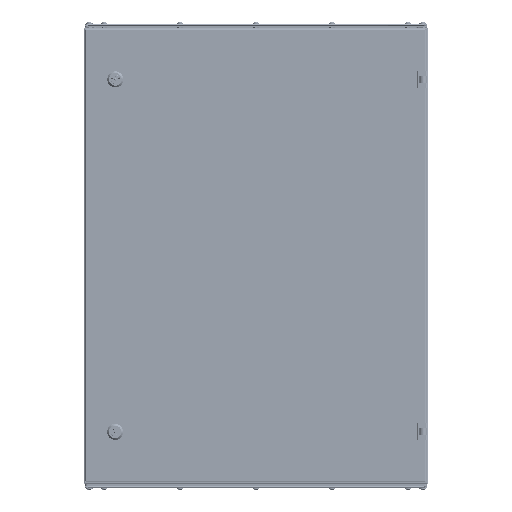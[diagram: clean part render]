
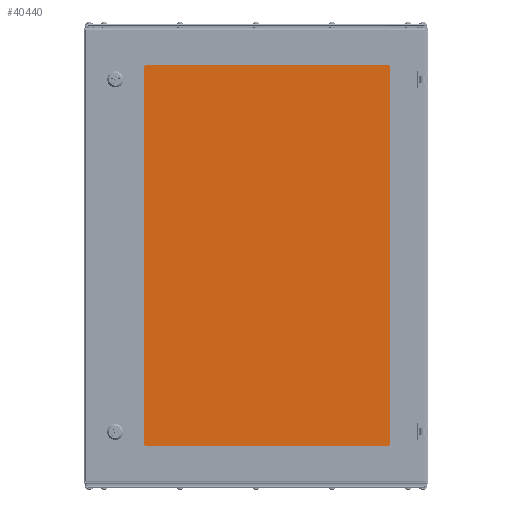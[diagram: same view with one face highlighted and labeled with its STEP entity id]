
A CAD part, top view. The second image highlights one B-rep face of the part: STEP entity #40440.
In plain terms, the highlighted planar face has unit normal (0, 0, 1).
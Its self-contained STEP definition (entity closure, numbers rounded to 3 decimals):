
#39 = CARTESIAN_POINT ( 'NONE',  ( 227.75, -335.5, 4. ) ) ;
#174 = CARTESIAN_POINT ( 'NONE',  ( -227.75, 345.5, 4. ) ) ;
#2001 = CARTESIAN_POINT ( 'NONE',  ( -217.75, 345.5, 4. ) ) ;
#2426 = PLANE ( 'NONE',  #57486 ) ;
#2569 = AXIS2_PLACEMENT_3D ( 'NONE', #33383, #26035, #20101 ) ;
#6040 = CARTESIAN_POINT ( 'NONE',  ( 217.75, -335.5, 4. ) ) ;
#7170 = CIRCLE ( 'NONE', #78687, 10. ) ;
#7841 = CARTESIAN_POINT ( 'NONE',  ( 217.75, -345.5, 4. ) ) ;
#8394 = DIRECTION ( 'NONE',  ( 0., 0., -1. ) ) ;
#8450 = CARTESIAN_POINT ( 'NONE',  ( 227.75, 335.5, 4. ) ) ;
#9531 = ORIENTED_EDGE ( 'NONE', *, *, #19471, .T. ) ;
#11079 = DIRECTION ( 'NONE',  ( 0., 0., 1. ) ) ;
#11468 = ORIENTED_EDGE ( 'NONE', *, *, #18645, .T. ) ;
#12909 = VECTOR ( 'NONE', #29974, 1000. ) ;
#13067 = CIRCLE ( 'NONE', #64187, 10. ) ;
#14414 = EDGE_LOOP ( 'NONE', ( #50092, #57568, #33674, #11468, #88078, #52337, #9531, #37221 ) ) ;
#16051 = AXIS2_PLACEMENT_3D ( 'NONE', #85935, #51224, #79121 ) ;
#18645 = EDGE_CURVE ( 'NONE', #34560, #19570, #42010, .T. ) ;
#19097 = VERTEX_POINT ( 'NONE', #39221 ) ;
#19471 = EDGE_CURVE ( 'NONE', #71892, #21376, #31336, .T. ) ;
#19570 = VERTEX_POINT ( 'NONE', #46627 ) ;
#20101 = DIRECTION ( 'NONE',  ( -1., 0., 0. ) ) ;
#20494 = CARTESIAN_POINT ( 'NONE',  ( -227.75, -345.5, 4. ) ) ;
#21376 = VERTEX_POINT ( 'NONE', #68444 ) ;
#21668 = CARTESIAN_POINT ( 'NONE',  ( 0., 0., 4. ) ) ;
#22166 = LINE ( 'NONE', #77064, #62356 ) ;
#25439 = EDGE_CURVE ( 'NONE', #65507, #34560, #22166, .T. ) ;
#26035 = DIRECTION ( 'NONE',  ( 0., 0., 1. ) ) ;
#29974 = DIRECTION ( 'NONE',  ( 0., -1., 0. ) ) ;
#30291 = DIRECTION ( 'NONE',  ( -1., 0., 0. ) ) ;
#31336 = LINE ( 'NONE', #73422, #12909 ) ;
#32109 = DIRECTION ( 'NONE',  ( -1., 0., 0. ) ) ;
#33383 = CARTESIAN_POINT ( 'NONE',  ( 217.75, 335.5, 4. ) ) ;
#33674 = ORIENTED_EDGE ( 'NONE', *, *, #25439, .T. ) ;
#34560 = VERTEX_POINT ( 'NONE', #8450 ) ;
#37221 = ORIENTED_EDGE ( 'NONE', *, *, #68165, .T. ) ;
#39221 = CARTESIAN_POINT ( 'NONE',  ( -217.75, -345.5, 4. ) ) ;
#40440 = ADVANCED_FACE ( 'NONE', ( #77476 ), #2426, .F. ) ;
#41366 = EDGE_CURVE ( 'NONE', #49587, #71892, #72960, .T. ) ;
#41964 = DIRECTION ( 'NONE',  ( 1., 0., 0. ) ) ;
#42010 = CIRCLE ( 'NONE', #2569, 10. ) ;
#46627 = CARTESIAN_POINT ( 'NONE',  ( 217.75, 345.5, 4. ) ) ;
#47651 = LINE ( 'NONE', #174, #59675 ) ;
#48120 = DIRECTION ( 'NONE',  ( -1., 0., 0. ) ) ;
#48754 = DIRECTION ( 'NONE',  ( -1., 0., 0. ) ) ;
#49587 = VERTEX_POINT ( 'NONE', #2001 ) ;
#50092 = ORIENTED_EDGE ( 'NONE', *, *, #74859, .T. ) ;
#51224 = DIRECTION ( 'NONE',  ( 0., 0., 1. ) ) ;
#52337 = ORIENTED_EDGE ( 'NONE', *, *, #41366, .T. ) ;
#54270 = CARTESIAN_POINT ( 'NONE',  ( -217.75, -335.5, 4. ) ) ;
#55557 = EDGE_CURVE ( 'NONE', #19570, #49587, #47651, .T. ) ;
#57486 = AXIS2_PLACEMENT_3D ( 'NONE', #21668, #8394, #30291 ) ;
#57568 = ORIENTED_EDGE ( 'NONE', *, *, #87905, .T. ) ;
#58866 = VECTOR ( 'NONE', #41964, 1000. ) ;
#59675 = VECTOR ( 'NONE', #48120, 1000. ) ;
#62356 = VECTOR ( 'NONE', #84321, 1000. ) ;
#64187 = AXIS2_PLACEMENT_3D ( 'NONE', #54270, #70297, #48754 ) ;
#65507 = VERTEX_POINT ( 'NONE', #39 ) ;
#68165 = EDGE_CURVE ( 'NONE', #21376, #19097, #13067, .T. ) ;
#68444 = CARTESIAN_POINT ( 'NONE',  ( -227.75, -335.5, 4. ) ) ;
#70297 = DIRECTION ( 'NONE',  ( 0., 0., 1. ) ) ;
#71892 = VERTEX_POINT ( 'NONE', #86423 ) ;
#72960 = CIRCLE ( 'NONE', #16051, 10. ) ;
#73422 = CARTESIAN_POINT ( 'NONE',  ( -227.75, -345.5, 4. ) ) ;
#74859 = EDGE_CURVE ( 'NONE', #19097, #76694, #83097, .T. ) ;
#76694 = VERTEX_POINT ( 'NONE', #7841 ) ;
#77064 = CARTESIAN_POINT ( 'NONE',  ( 227.75, -345.5, 4. ) ) ;
#77476 = FACE_OUTER_BOUND ( 'NONE', #14414, .T. ) ;
#78687 = AXIS2_PLACEMENT_3D ( 'NONE', #6040, #11079, #32109 ) ;
#79121 = DIRECTION ( 'NONE',  ( -1., 0., 0. ) ) ;
#83097 = LINE ( 'NONE', #20494, #58866 ) ;
#84321 = DIRECTION ( 'NONE',  ( 0., 1., 0. ) ) ;
#85935 = CARTESIAN_POINT ( 'NONE',  ( -217.75, 335.5, 4. ) ) ;
#86423 = CARTESIAN_POINT ( 'NONE',  ( -227.75, 335.5, 4. ) ) ;
#87905 = EDGE_CURVE ( 'NONE', #76694, #65507, #7170, .T. ) ;
#88078 = ORIENTED_EDGE ( 'NONE', *, *, #55557, .T. ) ;
